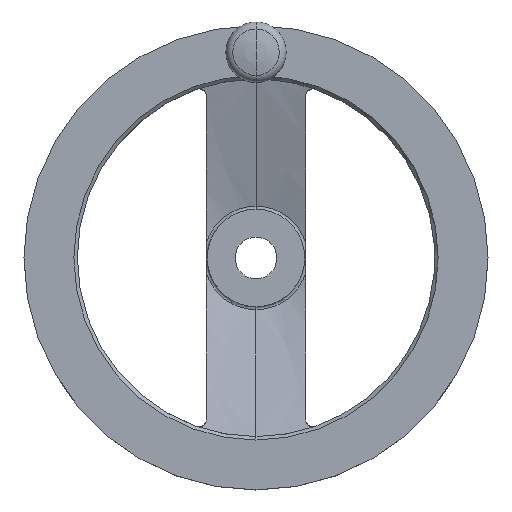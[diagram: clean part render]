
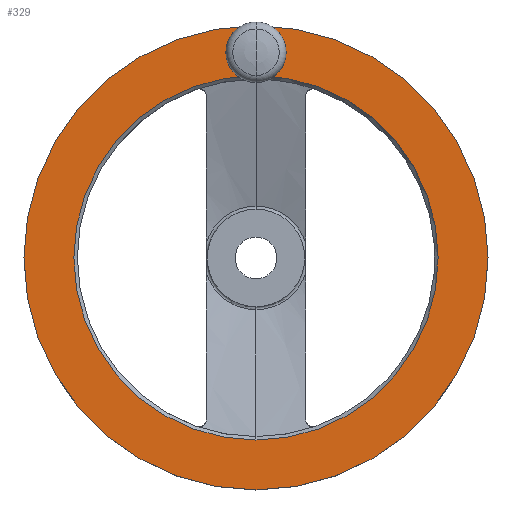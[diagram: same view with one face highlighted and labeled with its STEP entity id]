
A CAD part, top view. The second image highlights one B-rep face of the part: STEP entity #329.
In plain terms, the highlighted planar face has unit normal (0, 0, 1).
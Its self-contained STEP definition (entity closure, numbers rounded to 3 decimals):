
#267=EDGE_CURVE('',#595,#565,#769,.T.);
#311=VERTEX_POINT('',#821);
#329=ADVANCED_FACE('',(#841,#842,#843),#844,.T.);
#405=EDGE_CURVE('',#639,#311,#929,.T.);
#473=VERTEX_POINT('',#1001);
#489=EDGE_CURVE('',#749,#473,#1018,.T.);
#565=VERTEX_POINT('',#1103);
#595=VERTEX_POINT('',#1136);
#605=EDGE_CURVE('',#473,#749,#1147,.T.);
#639=VERTEX_POINT('',#1187);
#719=EDGE_CURVE('',#311,#639,#1275,.T.);
#741=EDGE_CURVE('',#565,#595,#1298,.T.);
#749=VERTEX_POINT('',#1306);
#769=CIRCLE('',#1317,100.0);
#821=CARTESIAN_POINT('',(0.,78.5,45.0));
#841=FACE_BOUND('',#1448,.T.);
#842=FACE_BOUND('',#1449,.T.);
#843=FACE_OUTER_BOUND('',#1450,.T.);
#844=PLANE('',#1451);
#929=CIRCLE('',#1591,78.5);
#1001=CARTESIAN_POINT('',(0.,95.,45.0));
#1018=CIRCLE('',#1797,6.5);
#1103=CARTESIAN_POINT('',(0.,100.,45.0));
#1136=CARTESIAN_POINT('',(0.,-100.0,45.0));
#1147=CIRCLE('',#2015,6.5);
#1187=CARTESIAN_POINT('',(0.,-78.5,45.0));
#1275=CIRCLE('',#2246,78.5);
#1298=CIRCLE('',#2280,100.0);
#1306=CARTESIAN_POINT('',(0.,82.,45.));
#1317=AXIS2_PLACEMENT_3D('',#2308,#2309,#2310);
#1448=EDGE_LOOP('',(#2407,#2408));
#1449=EDGE_LOOP('',(#2409,#2410));
#1450=EDGE_LOOP('',(#2411,#2412));
#1451=AXIS2_PLACEMENT_3D('',#2413,#2414,#2415);
#1591=AXIS2_PLACEMENT_3D('',#2535,#2536,#2537);
#1797=AXIS2_PLACEMENT_3D('',#2614,#2615,#2616);
#2015=AXIS2_PLACEMENT_3D('',#2774,#2775,#2776);
#2246=AXIS2_PLACEMENT_3D('',#2947,#2948,#2949);
#2280=AXIS2_PLACEMENT_3D('',#2968,#2969,#2970);
#2308=CARTESIAN_POINT('',(0.,0.,45.0));
#2309=DIRECTION('',(0.,0.,1.0));
#2310=DIRECTION('',(0.,1.0,0.));
#2407=ORIENTED_EDGE('',*,*,#489,.T.);
#2408=ORIENTED_EDGE('',*,*,#605,.T.);
#2409=ORIENTED_EDGE('',*,*,#719,.F.);
#2410=ORIENTED_EDGE('',*,*,#405,.F.);
#2411=ORIENTED_EDGE('',*,*,#741,.T.);
#2412=ORIENTED_EDGE('',*,*,#267,.T.);
#2413=CARTESIAN_POINT('',(0.,89.25,45.0));
#2414=DIRECTION('',(0.,0.,1.0));
#2415=DIRECTION('',(0.,1.0,0.0));
#2535=CARTESIAN_POINT('',(0.,0.,45.0));
#2536=DIRECTION('',(0.,0.,1.0));
#2537=DIRECTION('',(0.,1.0,0.));
#2614=CARTESIAN_POINT('',(0.,88.5,45.0));
#2615=DIRECTION('',(0.,0.,-1.0));
#2616=DIRECTION('',(0.,-1.0,0.));
#2774=CARTESIAN_POINT('',(0.,88.5,45.0));
#2775=DIRECTION('',(0.,0.,-1.0));
#2776=DIRECTION('',(0.,-1.0,0.));
#2947=CARTESIAN_POINT('',(0.,0.,45.0));
#2948=DIRECTION('',(0.,0.,1.0));
#2949=DIRECTION('',(0.,1.0,0.));
#2968=CARTESIAN_POINT('',(0.,0.,45.0));
#2969=DIRECTION('',(0.,0.,1.0));
#2970=DIRECTION('',(0.,1.0,0.));
